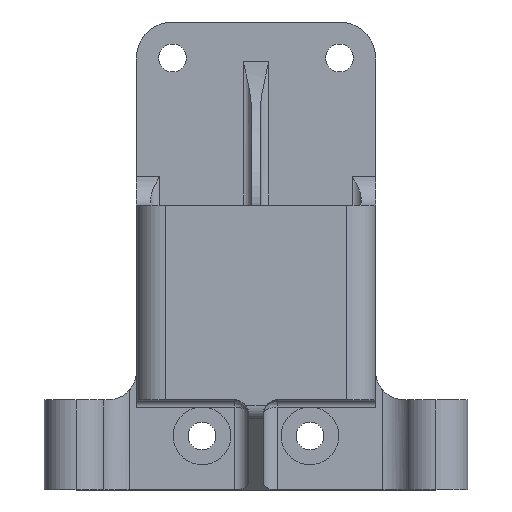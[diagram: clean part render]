
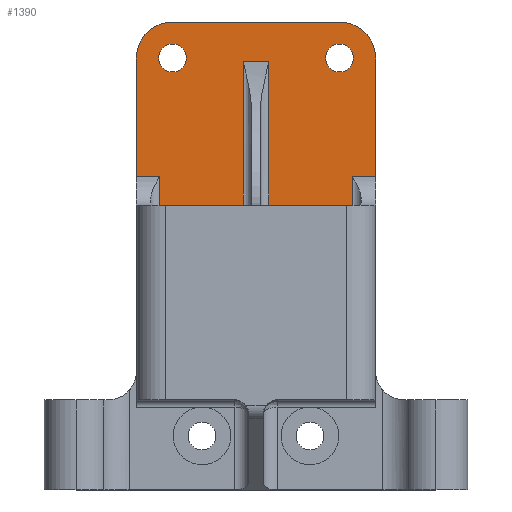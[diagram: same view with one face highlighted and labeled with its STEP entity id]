
A CAD part, top view. The second image highlights one B-rep face of the part: STEP entity #1390.
In plain terms, the highlighted planar face has unit normal (0, 0, 1).
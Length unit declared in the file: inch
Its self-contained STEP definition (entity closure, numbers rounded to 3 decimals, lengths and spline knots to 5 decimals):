
#7 = DIRECTION ( 'NONE',  ( 0., 1., 0. ) ) ;
#39 = VERTEX_POINT ( 'NONE', #2836 ) ;
#55 = ORIENTED_EDGE ( 'NONE', *, *, #1584, .T. ) ;
#98 = VERTEX_POINT ( 'NONE', #486 ) ;
#118 = AXIS2_PLACEMENT_3D ( 'NONE', #650, #380, #170 ) ;
#128 = DIRECTION ( 'NONE',  ( 0., 0., 1. ) ) ;
#170 = DIRECTION ( 'NONE',  ( 1., 0., 0. ) ) ;
#187 = DIRECTION ( 'NONE',  ( 1., 0., 0. ) ) ;
#198 = ORIENTED_EDGE ( 'NONE', *, *, #2889, .T. ) ;
#206 = EDGE_CURVE ( 'NONE', #2664, #3069, #1675, .T. ) ;
#245 = DIRECTION ( 'NONE',  ( 0., -1., 0. ) ) ;
#266 = ORIENTED_EDGE ( 'NONE', *, *, #1128, .F. ) ;
#342 = AXIS2_PLACEMENT_3D ( 'NONE', #987, #3440, #1044 ) ;
#359 = LINE ( 'NONE', #2790, #3100 ) ;
#380 = DIRECTION ( 'NONE',  ( 0., 0., 1. ) ) ;
#385 = VERTEX_POINT ( 'NONE', #2792 ) ;
#387 = LINE ( 'NONE', #1479, #3213 ) ;
#416 = VERTEX_POINT ( 'NONE', #2007 ) ;
#449 = ORIENTED_EDGE ( 'NONE', *, *, #493, .T. ) ;
#486 = CARTESIAN_POINT ( 'NONE',  ( -0.09, 2.25, -1.16 ) ) ;
#493 = EDGE_CURVE ( 'NONE', #98, #975, #1847, .T. ) ;
#502 = ORIENTED_EDGE ( 'NONE', *, *, #3227, .T. ) ;
#506 = AXIS2_PLACEMENT_3D ( 'NONE', #2866, #1826, #2887 ) ;
#520 = CARTESIAN_POINT ( 'NONE',  ( 0.83, 1.45, -1.16 ) ) ;
#521 = CARTESIAN_POINT ( 'NONE',  ( -0.09, 0., -1.16 ) ) ;
#524 = CARTESIAN_POINT ( 'NONE',  ( 0.48325, 2.275, -1.16 ) ) ;
#558 = VECTOR ( 'NONE', #1561, 39.37008 ) ;
#565 = ORIENTED_EDGE ( 'NONE', *, *, #1473, .T. ) ;
#587 = VERTEX_POINT ( 'NONE', #1091 ) ;
#597 = EDGE_LOOP ( 'NONE', ( #874, #2669 ) ) ;
#623 = VECTOR ( 'NONE', #1367, 39.37008 ) ;
#650 = CARTESIAN_POINT ( 'NONE',  ( 0.03, 1.25, -1.16 ) ) ;
#659 = EDGE_LOOP ( 'NONE', ( #1493, #2251, #502, #884, #2555, #449, #3045, #977, #198, #565, #997, #1432, #3396, #55 ) ) ;
#660 = CARTESIAN_POINT ( 'NONE',  ( 0.83, 2.525, -1.16 ) ) ;
#700 = DIRECTION ( 'NONE',  ( 1., 0., 0. ) ) ;
#720 = LINE ( 'NONE', #3432, #1924 ) ;
#773 = LINE ( 'NONE', #2123, #2043 ) ;
#801 = CARTESIAN_POINT ( 'NONE',  ( 0.09, 2.25, -1.16 ) ) ;
#819 = CARTESIAN_POINT ( 'NONE',  ( -0.83, 2.275, -1.16 ) ) ;
#821 = EDGE_CURVE ( 'NONE', #385, #2936, #2004, .T. ) ;
#874 = ORIENTED_EDGE ( 'NONE', *, *, #3030, .F. ) ;
#884 = ORIENTED_EDGE ( 'NONE', *, *, #206, .F. ) ;
#930 = DIRECTION ( 'NONE',  ( 1., 0., 0. ) ) ;
#975 = VERTEX_POINT ( 'NONE', #2747 ) ;
#977 = ORIENTED_EDGE ( 'NONE', *, *, #2951, .F. ) ;
#987 = CARTESIAN_POINT ( 'NONE',  ( 0.58, 2.275, -1.16 ) ) ;
#992 = DIRECTION ( 'NONE',  ( 0., 0., 1. ) ) ;
#997 = ORIENTED_EDGE ( 'NONE', *, *, #1834, .F. ) ;
#1005 = CARTESIAN_POINT ( 'NONE',  ( -0.67, 0., -1.16 ) ) ;
#1044 = DIRECTION ( 'NONE',  ( 1., 0., 0. ) ) ;
#1056 = DIRECTION ( 'NONE',  ( 1., 0., 0. ) ) ;
#1068 = DIRECTION ( 'NONE',  ( 0., 0., 1. ) ) ;
#1082 = EDGE_CURVE ( 'NONE', #1653, #1639, #1400, .T. ) ;
#1091 = CARTESIAN_POINT ( 'NONE',  ( 0.67, 1.45, -1.16 ) ) ;
#1128 = EDGE_CURVE ( 'NONE', #416, #2285, #1641, .T. ) ;
#1169 = CARTESIAN_POINT ( 'NONE',  ( -0.03, 0., -1.16 ) ) ;
#1260 = VERTEX_POINT ( 'NONE', #3138 ) ;
#1279 = DIRECTION ( 'NONE',  ( 1., 0., 0. ) ) ;
#1350 = VERTEX_POINT ( 'NONE', #2560 ) ;
#1367 = DIRECTION ( 'NONE',  ( 0., 1., 0. ) ) ;
#1390 = ADVANCED_FACE ( 'NONE', ( #1730, #2260, #3328 ), #2814, .T. ) ;
#1400 = LINE ( 'NONE', #1651, #623 ) ;
#1432 = ORIENTED_EDGE ( 'NONE', *, *, #3299, .T. ) ;
#1450 = CARTESIAN_POINT ( 'NONE',  ( 0.09, 0., -1.16 ) ) ;
#1473 = EDGE_CURVE ( 'NONE', #587, #2710, #2128, .T. ) ;
#1479 = CARTESIAN_POINT ( 'NONE',  ( -0.67, 0., -1.16 ) ) ;
#1493 = ORIENTED_EDGE ( 'NONE', *, *, #1082, .F. ) ;
#1540 = EDGE_CURVE ( 'NONE', #975, #2451, #720, .T. ) ;
#1561 = DIRECTION ( 'NONE',  ( 1., 0., 0. ) ) ;
#1584 = EDGE_CURVE ( 'NONE', #385, #1639, #2105, .T. ) ;
#1591 = VECTOR ( 'NONE', #1279, 39.37008 ) ;
#1601 = LINE ( 'NONE', #1626, #3494 ) ;
#1626 = CARTESIAN_POINT ( 'NONE',  ( 0.83, 1.25, -1.16 ) ) ;
#1635 = CARTESIAN_POINT ( 'NONE',  ( -0.58, 2.275, -1.16 ) ) ;
#1637 = AXIS2_PLACEMENT_3D ( 'NONE', #3297, #128, #930 ) ;
#1639 = VERTEX_POINT ( 'NONE', #819 ) ;
#1641 = CIRCLE ( 'NONE', #1637, 0.09675 ) ;
#1651 = CARTESIAN_POINT ( 'NONE',  ( -0.83, 1.25, -1.16 ) ) ;
#1653 = VERTEX_POINT ( 'NONE', #2965 ) ;
#1675 = LINE ( 'NONE', #1169, #1970 ) ;
#1730 = FACE_BOUND ( 'NONE', #597, .T. ) ;
#1742 = VERTEX_POINT ( 'NONE', #2061 ) ;
#1785 = DIRECTION ( 'NONE',  ( 0., 1., 0. ) ) ;
#1817 = CIRCLE ( 'NONE', #2428, 0.09675 ) ;
#1818 = CARTESIAN_POINT ( 'NONE',  ( 0.03, 0., -1.16 ) ) ;
#1826 = DIRECTION ( 'NONE',  ( 0., 0., 1. ) ) ;
#1830 = DIRECTION ( 'NONE',  ( 1., 0., 0. ) ) ;
#1834 = EDGE_CURVE ( 'NONE', #1260, #2710, #1601, .T. ) ;
#1847 = LINE ( 'NONE', #801, #558 ) ;
#1849 = EDGE_CURVE ( 'NONE', #2664, #98, #2401, .T. ) ;
#1920 = VERTEX_POINT ( 'NONE', #3471 ) ;
#1924 = VECTOR ( 'NONE', #2634, 39.37008 ) ;
#1970 = VECTOR ( 'NONE', #2188, 39.37008 ) ;
#2004 = LINE ( 'NONE', #660, #3096 ) ;
#2007 = CARTESIAN_POINT ( 'NONE',  ( 0.67675, 2.275, -1.16 ) ) ;
#2043 = VECTOR ( 'NONE', #1830, 39.37008 ) ;
#2061 = CARTESIAN_POINT ( 'NONE',  ( -0.67, 1.45, -1.16 ) ) ;
#2097 = CIRCLE ( 'NONE', #506, 0.09675 ) ;
#2105 = CIRCLE ( 'NONE', #2986, 0.25 ) ;
#2123 = CARTESIAN_POINT ( 'NONE',  ( -0.67, 1.45, -1.16 ) ) ;
#2128 = LINE ( 'NONE', #520, #1591 ) ;
#2147 = DIRECTION ( 'NONE',  ( 1., 0., 0. ) ) ;
#2154 = CARTESIAN_POINT ( 'NONE',  ( -0.58, 2.275, -1.16 ) ) ;
#2188 = DIRECTION ( 'NONE',  ( -1., 0., 0. ) ) ;
#2251 = ORIENTED_EDGE ( 'NONE', *, *, #3306, .T. ) ;
#2260 = FACE_BOUND ( 'NONE', #2742, .T. ) ;
#2285 = VERTEX_POINT ( 'NONE', #524 ) ;
#2299 = EDGE_CURVE ( 'NONE', #1350, #39, #2813, .T. ) ;
#2401 = LINE ( 'NONE', #2922, #3442 ) ;
#2428 = AXIS2_PLACEMENT_3D ( 'NONE', #2896, #992, #187 ) ;
#2451 = VERTEX_POINT ( 'NONE', #1450 ) ;
#2466 = CARTESIAN_POINT ( 'NONE',  ( 0.83, 1.45, -1.16 ) ) ;
#2549 = DIRECTION ( 'NONE',  ( 0., -1., 0. ) ) ;
#2555 = ORIENTED_EDGE ( 'NONE', *, *, #1849, .T. ) ;
#2560 = CARTESIAN_POINT ( 'NONE',  ( -0.67675, 2.275, -1.16 ) ) ;
#2585 = EDGE_CURVE ( 'NONE', #2285, #416, #2097, .T. ) ;
#2608 = CIRCLE ( 'NONE', #342, 0.25 ) ;
#2634 = DIRECTION ( 'NONE',  ( 0., -1., 0. ) ) ;
#2648 = DIRECTION ( 'NONE',  ( -1., 0., 0. ) ) ;
#2653 = AXIS2_PLACEMENT_3D ( 'NONE', #2154, #3469, #1056 ) ;
#2664 = VERTEX_POINT ( 'NONE', #521 ) ;
#2669 = ORIENTED_EDGE ( 'NONE', *, *, #2299, .F. ) ;
#2710 = VERTEX_POINT ( 'NONE', #2466 ) ;
#2742 = EDGE_LOOP ( 'NONE', ( #266, #3063 ) ) ;
#2747 = CARTESIAN_POINT ( 'NONE',  ( 0.09, 2.25, -1.16 ) ) ;
#2790 = CARTESIAN_POINT ( 'NONE',  ( 0.67, 1.25, -1.16 ) ) ;
#2792 = CARTESIAN_POINT ( 'NONE',  ( -0.58, 2.525, -1.16 ) ) ;
#2813 = CIRCLE ( 'NONE', #2653, 0.09675 ) ;
#2814 = PLANE ( 'NONE',  #118 ) ;
#2836 = CARTESIAN_POINT ( 'NONE',  ( -0.48325, 2.275, -1.16 ) ) ;
#2866 = CARTESIAN_POINT ( 'NONE',  ( 0.58, 2.275, -1.16 ) ) ;
#2887 = DIRECTION ( 'NONE',  ( 1., 0., 0. ) ) ;
#2889 = EDGE_CURVE ( 'NONE', #1920, #587, #359, .T. ) ;
#2896 = CARTESIAN_POINT ( 'NONE',  ( -0.58, 2.275, -1.16 ) ) ;
#2922 = CARTESIAN_POINT ( 'NONE',  ( -0.09, 1.25, -1.16 ) ) ;
#2936 = VERTEX_POINT ( 'NONE', #3034 ) ;
#2951 = EDGE_CURVE ( 'NONE', #1920, #2451, #3179, .T. ) ;
#2965 = CARTESIAN_POINT ( 'NONE',  ( -0.83, 1.45, -1.16 ) ) ;
#2986 = AXIS2_PLACEMENT_3D ( 'NONE', #1635, #1068, #2147 ) ;
#3030 = EDGE_CURVE ( 'NONE', #39, #1350, #1817, .T. ) ;
#3034 = CARTESIAN_POINT ( 'NONE',  ( 0.58, 2.525, -1.16 ) ) ;
#3045 = ORIENTED_EDGE ( 'NONE', *, *, #1540, .T. ) ;
#3063 = ORIENTED_EDGE ( 'NONE', *, *, #2585, .F. ) ;
#3069 = VERTEX_POINT ( 'NONE', #1005 ) ;
#3096 = VECTOR ( 'NONE', #700, 39.37008 ) ;
#3100 = VECTOR ( 'NONE', #1785, 39.37008 ) ;
#3138 = CARTESIAN_POINT ( 'NONE',  ( 0.83, 2.275, -1.16 ) ) ;
#3179 = LINE ( 'NONE', #1818, #3491 ) ;
#3213 = VECTOR ( 'NONE', #2549, 39.37008 ) ;
#3227 = EDGE_CURVE ( 'NONE', #1742, #3069, #387, .T. ) ;
#3297 = CARTESIAN_POINT ( 'NONE',  ( 0.58, 2.275, -1.16 ) ) ;
#3299 = EDGE_CURVE ( 'NONE', #1260, #2936, #2608, .T. ) ;
#3306 = EDGE_CURVE ( 'NONE', #1653, #1742, #773, .T. ) ;
#3328 = FACE_OUTER_BOUND ( 'NONE', #659, .T. ) ;
#3396 = ORIENTED_EDGE ( 'NONE', *, *, #821, .F. ) ;
#3432 = CARTESIAN_POINT ( 'NONE',  ( 0.09, 0., -1.16 ) ) ;
#3440 = DIRECTION ( 'NONE',  ( 0., 0., 1. ) ) ;
#3442 = VECTOR ( 'NONE', #7, 39.37008 ) ;
#3469 = DIRECTION ( 'NONE',  ( 0., 0., 1. ) ) ;
#3471 = CARTESIAN_POINT ( 'NONE',  ( 0.67, 0., -1.16 ) ) ;
#3491 = VECTOR ( 'NONE', #2648, 39.37008 ) ;
#3494 = VECTOR ( 'NONE', #245, 39.37008 ) ;
